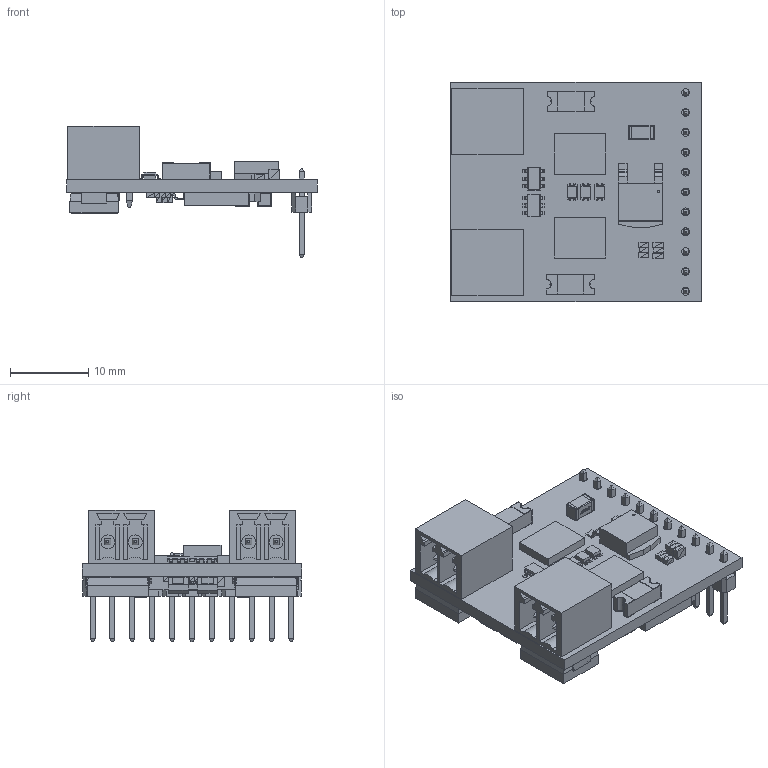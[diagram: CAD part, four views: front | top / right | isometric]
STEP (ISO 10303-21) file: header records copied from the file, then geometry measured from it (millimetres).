
FILE_DESCRIPTION(('Open CASCADE Model'),'2;1');
FILE_NAME('Open CASCADE Shape Model','2020-04-10T20:12:31',('Author'),( 'Open CASCADE'),'Open CASCADE STEP processor 6.8','Open CASCADE 6.8' ,'Unknown');
FILE_SCHEMA(('AUTOMOTIVE_DESIGN { 1 0 10303 214 1 1 1 1 }'));
Length unit declared in the file: millimetre
Products named in the file (65): PCB; Board; Open CASCADE STEP translator 6.8 1.1.1; D4; SMCJSeries; 6219640608; Extruded; D5; U4; LM5050; BODY-SOT; LEAD-SOT; M2; 6219636368; M1; F2; Fuse_SF-2410FPxxxW; F1; U5; Linear_KTT3_6P22X6P6; C6; Capacitor_Murata_GRM21_0805; C5; Capacitor_C1206; Open CASCADE STEP translator 6.8 1.11.1.1; Open CASCADE STEP translator 6.8 1.11.1.2; Open CASCADE STEP translator 6.8 1.11.1.3; Open CASCADE STEP translator 6.8 1.11.1.4; Open CASCADE STEP translator 6.8 1.11.1.5; Open CASCADE STEP translator 6.8 1.11.1.6; R7; Resistor_R0805_P100KCCT; D3; Led_Green_0805_Daylight_5988; J3; Header_Male_11_pos_2.54mm; 1_row_end_bumps_format; C4; C3; R6 ...
Assembly tree (102 placements, depth 4):
  PCB
    Board
      Open CASCADE STEP translator 6.8 1.1.1
    D4
      SMCJSeries
      6219640608
        Extruded
    D5
      SMCJSeries
      6219640608
        Extruded
    U4
      LM5050
        BODY-SOT
        LEAD-SOT  x6
    M2
      6219636368
        Extruded
    M1
      6219636368
        Extruded
    F2
      Fuse_SF-2410FPxxxW
    F1
      Fuse_SF-2410FPxxxW
    U5
      Linear_KTT3_6P22X6P6
      6219640608
        Extruded
    C6
      Capacitor_Murata_GRM21_0805
    C5
      Capacitor_C1206
        Open CASCADE STEP translator 6.8 1.11.1.1
        Open CASCADE STEP translator 6.8 1.11.1.2
        Open CASCADE STEP translator 6.8 1.11.1.3
        Open CASCADE STEP translator 6.8 1.11.1.4
        Open CASCADE STEP translator 6.8 1.11.1.5
        Open CASCADE STEP translator 6.8 1.11.1.6
    R7
      Resistor_R0805_P100KCCT
    D3
      Led_Green_0805_Daylight_5988
    J3
      Header_Male_11_pos_2.54mm
        1_row_end_bumps_format  x11
    C4
      Capacitor_Murata_GRM21_0805
    C3
      Capacitor_Murata_GRM21_0805
    R6
      Resistor_R0805_P100KCCT
    R5
      Resistor_R0805_P100KCCT
    R4
      Resistor_R0805_P100KCCT
    R3
      Resistor_R0805_P100KCCT
    R2
      Resistor_R0805_P100KCCT
Bounding box: 32 x 28 x 16.85 mm (x, y, z)
Volume: 3073.5 mm3; surface area: 6878.9 mm2
Topology: 120 solids, 576 shells, 2409 faces, 6038 edges, 4280 vertices
Faces by surface type: plane 1955, cylinder 350, sphere 72, torus 32
Full cylindrical faces by diameter (mm): 0.282 x1, 0.533 x2, 1 x11, 1.3 x4
Entity records: 28384 total; most frequent: CARTESIAN_POINT 4668, DIRECTION 3936, ORIENTED_EDGE 3516, EDGE_CURVE 1914, LINE 1592, VECTOR 1592, VERTEX_POINT 1328, AXIS2_PLACEMENT_3D 1172
